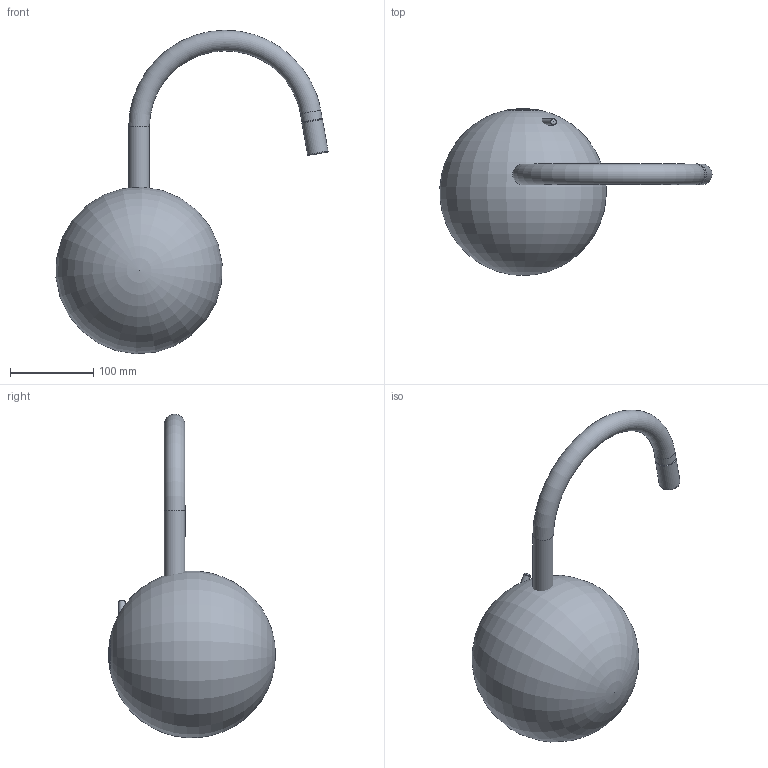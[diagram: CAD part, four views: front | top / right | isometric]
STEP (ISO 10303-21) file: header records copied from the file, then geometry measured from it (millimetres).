
FILE_DESCRIPTION(/* description */ ('Unknown'),/* implementation_level */ '2;1');
FILE_NAME(/* name */ '30573000',/* time_stamp */ '2022-10-06T05:11:28+02:00',/* author */ ('Unknown'),/* organization */ ('GROHE AG'),/* preprocessor_version */ 'ST-DEVELOPER v16.7',/* originating_system */ 'DEX',/* authorisation */ $);
FILE_SCHEMA (('AUTOMOTIVE_DESIGN {1 0 10303 214 3 1 1}'));
Length unit declared in the file: millimetre
Products named in the file (3): 30573000; id11; 62311-42-00
Assembly tree (2 placements, depth 2):
  30573000
    id11
    62311-42-00
Bounding box: 327.38 x 200.98 x 389.26 mm (x, y, z)
Volume: 191946.8 mm3; surface area: 196640 mm2
Topology: 1 solids, 6 shells, 48 faces, 138 edges, 94 vertices
Faces by surface type: torus 14, cylinder 11, bspline 11, plane 8, cone 2, sphere 2
Full cylindrical faces by diameter (mm): 8 x1, 24.8 x3, 25 x1, 40 x2, 42 x1, 48 x1
Entity records: 4081 total; most frequent: CARTESIAN_POINT 2849, DIRECTION 175, ORIENTED_EDGE 165, EDGE_CURVE 100, VERTEX_POINT 83, AXIS2_PLACEMENT_3D 83, FACE_BOUND 76, EDGE_LOOP 75
